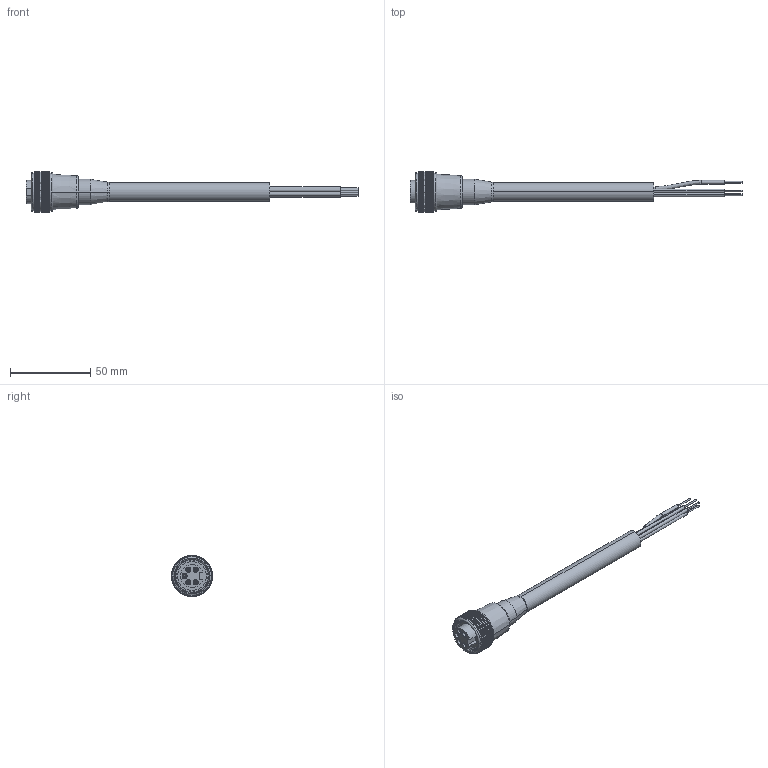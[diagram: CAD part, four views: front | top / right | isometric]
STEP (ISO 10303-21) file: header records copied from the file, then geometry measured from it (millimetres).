
FILE_DESCRIPTION((''),'2;1');
FILE_NAME('219485_ASM','2020-09-18T13:19:50',('PDMAdmin'),('BANNER ENGINEERING'),'CREO PARAMETRIC BY PTC INC, 2019292','CREO PARAMETRIC BY PTC INC, 2019292','');
FILE_SCHEMA(('CONFIG_CONTROL_DESIGN'));
Length unit declared in the file: millimetre
Products named in the file (11): 135595; 153378; 137857; 215691; 141546_TAMPERED; 141547; 137855_ASM; 215692_ASM; 211634_AF0; 214190_ASM; 219485_ASM
Assembly tree (14 placements, depth 5):
  219485_ASM
    214190_ASM
      215692_ASM
        135595
        153378
        137857
        215691
        137855_ASM  x5
          141546_TAMPERED
          141547
      211634_AF0
Bounding box: 206.8 x 25.5 x 25.5 mm (x, y, z)
Volume: 25041.2 mm3; surface area: 17476.4 mm2
Topology: 15 solids, 25 shells, 748 faces, 1832 edges, 1178 vertices
Faces by surface type: plane 329, cylinder 293, cone 68, bspline 38, torus 20
Entity records: 19094 total; most frequent: CARTESIAN_POINT 5435, DIRECTION 2898, ORIENTED_EDGE 2760, EDGE_CURVE 1380, AXIS2_PLACEMENT_3D 1029, VERTEX_POINT 906, VECTOR 840, LINE 840
